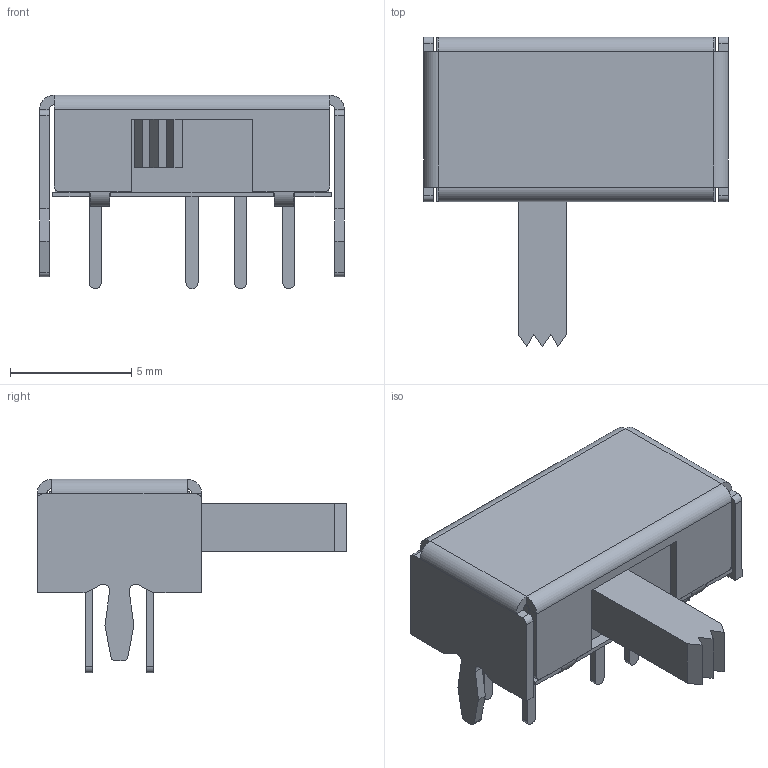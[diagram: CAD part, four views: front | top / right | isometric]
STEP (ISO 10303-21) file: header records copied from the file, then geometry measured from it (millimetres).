
FILE_DESCRIPTION (( 'STEP AP214' ), '1' );
FILE_NAME ('SW-TH_EG2310-L12.6-W12.8-H4.7-P2.0.step', '2022-07-26T16:58:50', ( '' ), ( '' ), 'SwSTEP 2.0', 'SolidWorks 2020', '' );
FILE_SCHEMA (( 'AUTOMOTIVE_DESIGN' ));
Length unit declared in the file: millimetre
Products named in the file (1): SW-TH_EG2310-L12.6-W12.8-H4.7-P2.0
Bounding box: 12.6 x 12.8 x 8 mm (x, y, z)
Volume: 357.6 mm3; surface area: 978.5 mm2
Topology: 15 solids, 15 shells, 504 faces, 1328 edges, 864 vertices
Faces by surface type: plane 330, bspline 112, cylinder 62
Entity records: 21689 total; most frequent: CARTESIAN_POINT 4801, ORIENTED_EDGE 2656, DIRECTION 2010, EDGE_CURVE 1328, VECTOR 976, LINE 976, VERTEX_POINT 864, EDGE_LOOP 532
